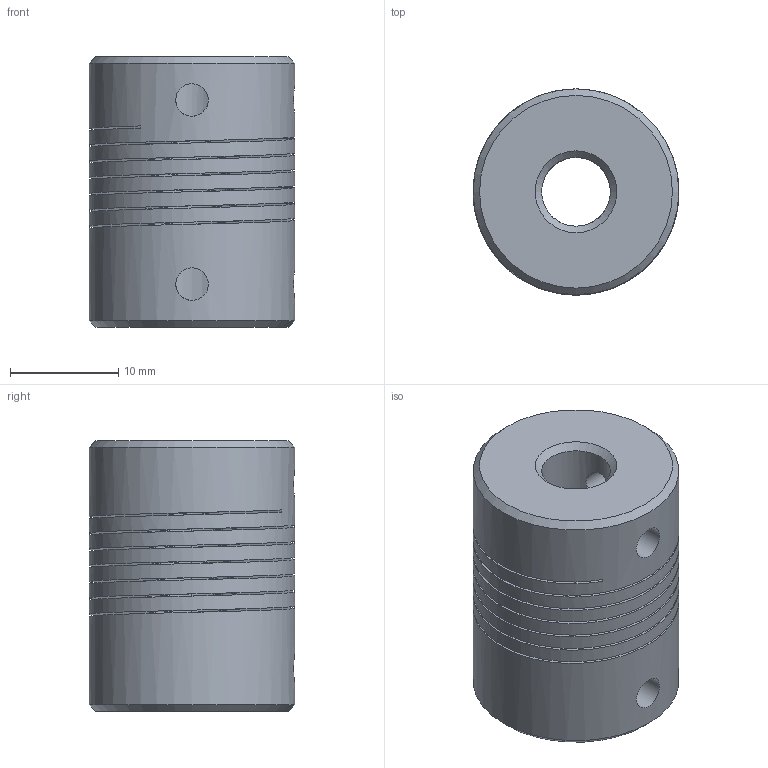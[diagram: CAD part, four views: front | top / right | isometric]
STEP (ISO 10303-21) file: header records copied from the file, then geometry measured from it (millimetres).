
FILE_DESCRIPTION(('FreeCAD Model'),'2;1');
FILE_NAME('Open CASCADE Shape Model','2025-11-27T23:47:10',('Author'),( ''),'Open CASCADE STEP processor 7.8','FreeCAD','Unknown');
FILE_SCHEMA(('AUTOMOTIVE_DESIGN { 1 0 10303 214 1 1 1 1 }'));
Length unit declared in the file: millimetre
Products named in the file (1): Cut
Bounding box: 19 x 19 x 25 mm (x, y, z)
Volume: 5032 mm3; surface area: 5485.2 mm2
Topology: 1 solids, 1 shells, 43 faces, 109 edges, 62 vertices
Faces by surface type: cylinder 20, bspline 14, plane 5, cone 4
Full cylindrical faces by diameter (mm): 3 x4, 6.35 x1, 10 x6, 19 x7
Entity records: 4237 total; most frequent: CARTESIAN_POINT 3337, ORIENTED_EDGE 218, DIRECTION 117, EDGE_CURVE 109, B_SPLINE_CURVE_WITH_KNOTS 64, VERTEX_POINT 62, FACE_BOUND 49, EDGE_LOOP 49
